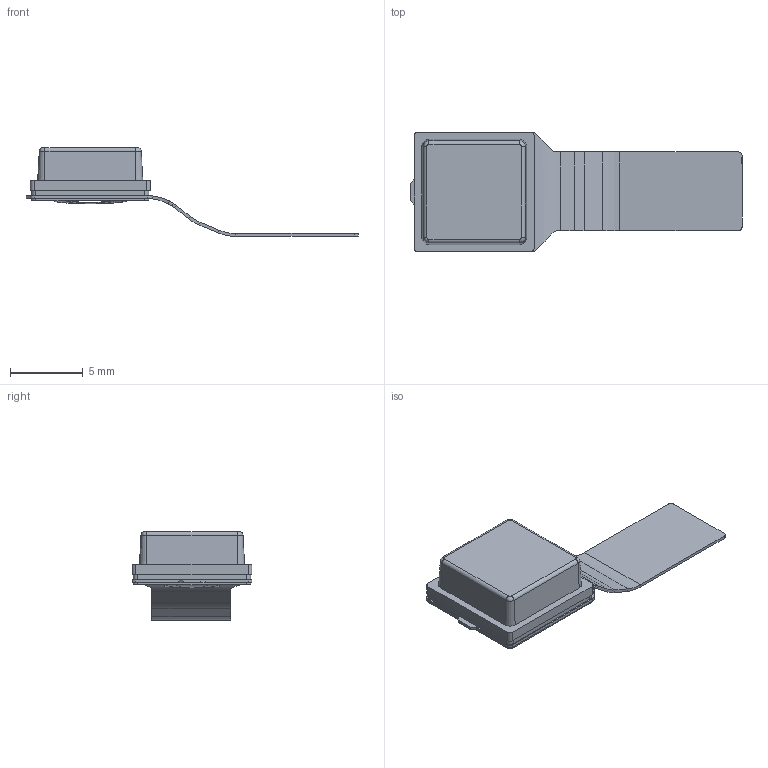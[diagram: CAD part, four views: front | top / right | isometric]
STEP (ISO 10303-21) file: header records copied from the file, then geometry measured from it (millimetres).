
FILE_DESCRIPTION(/* description */ (''),/* implementation_level */ '2;1');
FILE_NAME(/* name */ 'PAW-A350_bent.step',/* time_stamp */ '2023-04-18T02:36:25+02:00',/* author */ (''),/* organization */ (''),/* preprocessor_version */ 'ST-DEVELOPER v19.2',/* originating_system */ 'Autodesk Translation Framework v12.4.0.73',/* authorisation */ '');
FILE_SCHEMA (('AUTOMOTIVE_DESIGN { 1 0 10303 214 3 1 1 }'));
Length unit declared in the file: millimetre
Products named in the file (3): ADBM-A350; Metal_Dome_Oval_5mm; SOLID (2)
Assembly tree (2 placements, depth 3):
  ADBM-A350
    Metal_Dome_Oval_5mm
      SOLID (2)
Bounding box: 22.74 x 8.2 x 6.08 mm (x, y, z)
Volume: 219.9 mm3; surface area: 682.9 mm2
Topology: 4 solids, 4 shells, 122 faces, 303 edges, 188 vertices
Faces by surface type: plane 55, bspline 34, cylinder 29, cone 4
Full cylindrical faces by diameter (mm): 4 x1
Entity records: 4654 total; most frequent: CARTESIAN_POINT 1841, ORIENTED_EDGE 598, DIRECTION 525, EDGE_CURVE 299, AXIS2_PLACEMENT_3D 189, VERTEX_POINT 188, LINE 147, VECTOR 147
